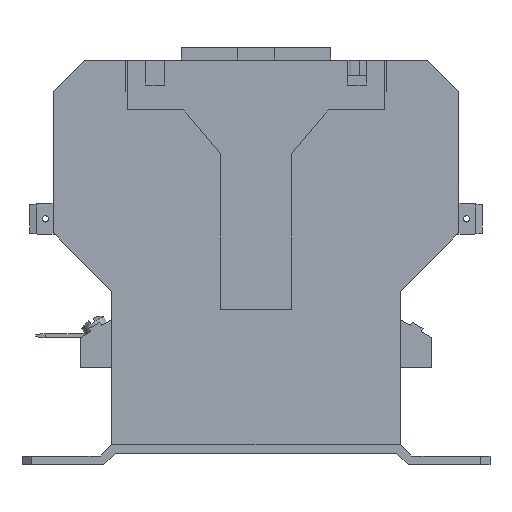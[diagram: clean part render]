
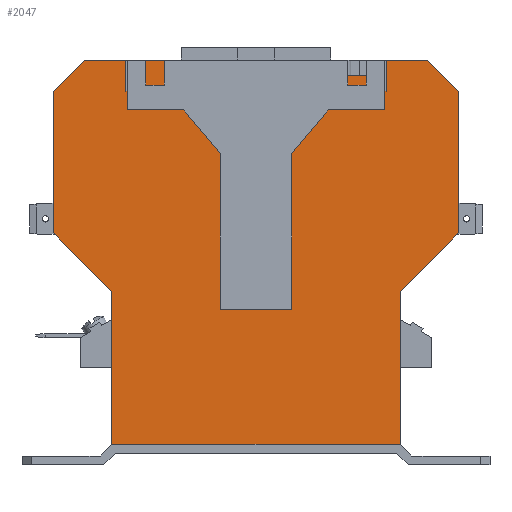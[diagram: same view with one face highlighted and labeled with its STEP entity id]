
A CAD part, left-side view. The second image highlights one B-rep face of the part: STEP entity #2047.
In plain terms, the highlighted planar face has unit normal (-1, 0, 0).
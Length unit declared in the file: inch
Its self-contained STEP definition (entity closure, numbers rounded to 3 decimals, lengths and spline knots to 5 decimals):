
#1464=CARTESIAN_POINT('',(-1.012,0.935,2.84702));
#1465=VERTEX_POINT('',#1464);
#1487=CARTESIAN_POINT('',(-1.012,1.035,2.84702));
#1488=VERTEX_POINT('',#1487);
#1495=CARTESIAN_POINT('',(-1.012,1.035,2.84702));
#1496=DIRECTION('',(0.0,-1.0,0.0));
#1497=VECTOR('',#1496,0.1);
#1498=LINE('',#1495,#1497);
#1499=EDGE_CURVE('',#1488,#1465,#1498,.T.);
#1519=CARTESIAN_POINT('',(-1.012,-0.935,2.84702));
#1520=VERTEX_POINT('',#1519);
#1527=CARTESIAN_POINT('',(-1.012,-1.035,2.84702));
#1528=VERTEX_POINT('',#1527);
#1529=CARTESIAN_POINT('',(-1.012,-0.935,2.84702));
#1530=DIRECTION('',(0.0,-1.0,0.0));
#1531=VECTOR('',#1530,0.1);
#1532=LINE('',#1529,#1531);
#1533=EDGE_CURVE('',#1520,#1528,#1532,.T.);
#1730=CARTESIAN_POINT('',(-1.012,-1.035,2.99702));
#1731=VERTEX_POINT('',#1730);
#1732=CARTESIAN_POINT('',(-1.012,-1.035,2.99702));
#1733=DIRECTION('',(0.0,0.0,-1.0));
#1734=VECTOR('',#1733,0.15);
#1735=LINE('',#1732,#1734);
#1736=EDGE_CURVE('',#1731,#1528,#1735,.T.);
#1825=CARTESIAN_POINT('',(-1.012,-1.157,0.16402));
#1826=DIRECTION('',(-1.0,0.0,0.0));
#1827=DIRECTION('',(0.0,0.0,1.0));
#1828=AXIS2_PLACEMENT_3D('',#1825,#1826,#1827);
#1829=PLANE('',#1828);
#1830=CARTESIAN_POINT('',(-1.012,1.035,2.99702));
#1831=VERTEX_POINT('',#1830);
#1832=CARTESIAN_POINT('',(-1.012,1.035,2.84702));
#1833=DIRECTION('',(0.0,0.0,1.0));
#1834=VECTOR('',#1833,0.15);
#1835=LINE('',#1832,#1834);
#1836=EDGE_CURVE('',#1488,#1831,#1835,.T.);
#1837=ORIENTED_EDGE('',*,*,#1836,.T.);
#1838=CARTESIAN_POINT('',(-1.012,1.045,2.99702));
#1839=VERTEX_POINT('',#1838);
#1840=CARTESIAN_POINT('',(-1.012,1.035,2.99702));
#1841=DIRECTION('',(0.0,1.0,0.0));
#1842=VECTOR('',#1841,0.01);
#1843=LINE('',#1840,#1842);
#1844=EDGE_CURVE('',#1831,#1839,#1843,.T.);
#1845=ORIENTED_EDGE('',*,*,#1844,.T.);
#1846=CARTESIAN_POINT('',(-1.012,1.045,3.24702));
#1847=VERTEX_POINT('',#1846);
#1848=CARTESIAN_POINT('',(-1.012,1.045,2.99702));
#1849=DIRECTION('',(0.0,0.0,1.0));
#1850=VECTOR('',#1849,0.25);
#1851=LINE('',#1848,#1850);
#1852=EDGE_CURVE('',#1839,#1847,#1851,.T.);
#1853=ORIENTED_EDGE('',*,*,#1852,.T.);
#1854=CARTESIAN_POINT('',(-1.012,1.375,3.24702));
#1855=VERTEX_POINT('',#1854);
#1856=CARTESIAN_POINT('',(-1.012,1.045,3.24702));
#1857=DIRECTION('',(0.0,1.0,0.0));
#1858=VECTOR('',#1857,0.33);
#1859=LINE('',#1856,#1858);
#1860=EDGE_CURVE('',#1847,#1855,#1859,.T.);
#1861=ORIENTED_EDGE('',*,*,#1860,.T.);
#1862=CARTESIAN_POINT('',(-1.012,1.625,2.99702));
#1863=VERTEX_POINT('',#1862);
#1864=CARTESIAN_POINT('',(-1.012,1.375,3.24702));
#1865=DIRECTION('',(0.0,0.707,-0.707));
#1866=VECTOR('',#1865,0.35355);
#1867=LINE('',#1864,#1866);
#1868=EDGE_CURVE('',#1855,#1863,#1867,.T.);
#1869=ORIENTED_EDGE('',*,*,#1868,.T.);
#1870=CARTESIAN_POINT('',(-1.012,1.625,1.86002));
#1871=VERTEX_POINT('',#1870);
#1872=CARTESIAN_POINT('',(-1.012,1.625,1.86002));
#1873=DIRECTION('',(0.0,0.0,1.0));
#1874=VECTOR('',#1873,1.137);
#1875=LINE('',#1872,#1874);
#1876=EDGE_CURVE('',#1871,#1863,#1875,.T.);
#1877=ORIENTED_EDGE('',*,*,#1876,.F.);
#1878=CARTESIAN_POINT('',(-1.012,1.157,1.39202));
#1879=VERTEX_POINT('',#1878);
#1880=CARTESIAN_POINT('',(-1.012,1.625,1.86002));
#1881=DIRECTION('',(0.0,-0.707,-0.707));
#1882=VECTOR('',#1881,0.66185);
#1883=LINE('',#1880,#1882);
#1884=EDGE_CURVE('',#1871,#1879,#1883,.T.);
#1885=ORIENTED_EDGE('',*,*,#1884,.T.);
#1886=CARTESIAN_POINT('',(-1.012,1.157,0.16402));
#1887=VERTEX_POINT('',#1886);
#1888=CARTESIAN_POINT('',(-1.012,1.157,0.16402));
#1889=DIRECTION('',(0.0,0.0,1.0));
#1890=VECTOR('',#1889,1.228);
#1891=LINE('',#1888,#1890);
#1892=EDGE_CURVE('',#1887,#1879,#1891,.T.);
#1893=ORIENTED_EDGE('',*,*,#1892,.F.);
#1894=CARTESIAN_POINT('',(-1.012,1.15695,0.16402));
#1895=VERTEX_POINT('',#1894);
#1896=CARTESIAN_POINT('',(-1.012,1.157,0.16402));
#1897=DIRECTION('',(0.0,-1.0,0.0));
#1898=VECTOR('',#1897,0.00005);
#1899=LINE('',#1896,#1898);
#1900=EDGE_CURVE('',#1887,#1895,#1899,.T.);
#1901=ORIENTED_EDGE('',*,*,#1900,.T.);
#1902=CARTESIAN_POINT('',(-1.012,-1.15695,0.16402));
#1903=VERTEX_POINT('',#1902);
#1904=CARTESIAN_POINT('',(-1.012,-1.15695,0.16402));
#1905=DIRECTION('',(0.0,1.0,0.0));
#1906=VECTOR('',#1905,2.3139);
#1907=LINE('',#1904,#1906);
#1908=EDGE_CURVE('',#1903,#1895,#1907,.T.);
#1909=ORIENTED_EDGE('',*,*,#1908,.F.);
#1910=CARTESIAN_POINT('',(-1.012,-1.157,0.16402));
#1911=VERTEX_POINT('',#1910);
#1912=CARTESIAN_POINT('',(-1.012,-1.15695,0.16402));
#1913=DIRECTION('',(0.0,-1.0,0.0));
#1914=VECTOR('',#1913,0.00005);
#1915=LINE('',#1912,#1914);
#1916=EDGE_CURVE('',#1903,#1911,#1915,.T.);
#1917=ORIENTED_EDGE('',*,*,#1916,.T.);
#1918=CARTESIAN_POINT('',(-1.012,-1.157,1.39202));
#1919=VERTEX_POINT('',#1918);
#1920=CARTESIAN_POINT('',(-1.012,-1.157,0.16402));
#1921=DIRECTION('',(0.0,0.0,1.0));
#1922=VECTOR('',#1921,1.228);
#1923=LINE('',#1920,#1922);
#1924=EDGE_CURVE('',#1911,#1919,#1923,.T.);
#1925=ORIENTED_EDGE('',*,*,#1924,.T.);
#1926=CARTESIAN_POINT('',(-1.012,-1.625,1.86002));
#1927=VERTEX_POINT('',#1926);
#1928=CARTESIAN_POINT('',(-1.012,-1.157,1.39202));
#1929=DIRECTION('',(0.0,-0.707,0.707));
#1930=VECTOR('',#1929,0.66185);
#1931=LINE('',#1928,#1930);
#1932=EDGE_CURVE('',#1919,#1927,#1931,.T.);
#1933=ORIENTED_EDGE('',*,*,#1932,.T.);
#1934=CARTESIAN_POINT('',(-1.012,-1.625,2.99702));
#1935=VERTEX_POINT('',#1934);
#1936=CARTESIAN_POINT('',(-1.012,-1.625,1.86002));
#1937=DIRECTION('',(0.0,0.0,1.0));
#1938=VECTOR('',#1937,1.137);
#1939=LINE('',#1936,#1938);
#1940=EDGE_CURVE('',#1927,#1935,#1939,.T.);
#1941=ORIENTED_EDGE('',*,*,#1940,.T.);
#1942=CARTESIAN_POINT('',(-1.012,-1.375,3.24702));
#1943=VERTEX_POINT('',#1942);
#1944=CARTESIAN_POINT('',(-1.012,-1.625,2.99702));
#1945=DIRECTION('',(0.0,0.707,0.707));
#1946=VECTOR('',#1945,0.35355);
#1947=LINE('',#1944,#1946);
#1948=EDGE_CURVE('',#1935,#1943,#1947,.T.);
#1949=ORIENTED_EDGE('',*,*,#1948,.T.);
#1950=CARTESIAN_POINT('',(-1.012,-1.045,3.24702));
#1951=VERTEX_POINT('',#1950);
#1952=CARTESIAN_POINT('',(-1.012,-1.375,3.24702));
#1953=DIRECTION('',(0.0,1.0,0.0));
#1954=VECTOR('',#1953,0.33);
#1955=LINE('',#1952,#1954);
#1956=EDGE_CURVE('',#1943,#1951,#1955,.T.);
#1957=ORIENTED_EDGE('',*,*,#1956,.T.);
#1958=CARTESIAN_POINT('',(-1.012,-1.045,2.99702));
#1959=VERTEX_POINT('',#1958);
#1960=CARTESIAN_POINT('',(-1.012,-1.045,3.24702));
#1961=DIRECTION('',(0.0,0.0,-1.0));
#1962=VECTOR('',#1961,0.25);
#1963=LINE('',#1960,#1962);
#1964=EDGE_CURVE('',#1951,#1959,#1963,.T.);
#1965=ORIENTED_EDGE('',*,*,#1964,.T.);
#1966=CARTESIAN_POINT('',(-1.012,-1.045,2.99702));
#1967=DIRECTION('',(0.0,1.0,0.0));
#1968=VECTOR('',#1967,0.01);
#1969=LINE('',#1966,#1968);
#1970=EDGE_CURVE('',#1959,#1731,#1969,.T.);
#1971=ORIENTED_EDGE('',*,*,#1970,.T.);
#1972=ORIENTED_EDGE('',*,*,#1736,.T.);
#1973=ORIENTED_EDGE('',*,*,#1533,.F.);
#1974=CARTESIAN_POINT('',(-1.012,-0.935,2.99702));
#1975=VERTEX_POINT('',#1974);
#1976=CARTESIAN_POINT('',(-1.012,-0.935,2.84702));
#1977=DIRECTION('',(0.0,0.0,1.0));
#1978=VECTOR('',#1977,0.15);
#1979=LINE('',#1976,#1978);
#1980=EDGE_CURVE('',#1520,#1975,#1979,.T.);
#1981=ORIENTED_EDGE('',*,*,#1980,.T.);
#1982=CARTESIAN_POINT('',(-1.012,-0.925,2.99702));
#1983=VERTEX_POINT('',#1982);
#1984=CARTESIAN_POINT('',(-1.012,-0.935,2.99702));
#1985=DIRECTION('',(0.0,1.0,0.0));
#1986=VECTOR('',#1985,0.01);
#1987=LINE('',#1984,#1986);
#1988=EDGE_CURVE('',#1975,#1983,#1987,.T.);
#1989=ORIENTED_EDGE('',*,*,#1988,.T.);
#1990=CARTESIAN_POINT('',(-1.012,-0.925,3.12702));
#1991=VERTEX_POINT('',#1990);
#1992=CARTESIAN_POINT('',(-1.012,-0.925,2.99702));
#1993=DIRECTION('',(0.0,0.0,1.0));
#1994=VECTOR('',#1993,0.13);
#1995=LINE('',#1992,#1994);
#1996=EDGE_CURVE('',#1983,#1991,#1995,.T.);
#1997=ORIENTED_EDGE('',*,*,#1996,.T.);
#1998=CARTESIAN_POINT('',(-1.012,-0.56,3.12702));
#1999=VERTEX_POINT('',#1998);
#2000=CARTESIAN_POINT('',(-1.012,-0.925,3.12702));
#2001=DIRECTION('',(0.0,1.0,0.0));
#2002=VECTOR('',#2001,0.365);
#2003=LINE('',#2000,#2002);
#2004=EDGE_CURVE('',#1991,#1999,#2003,.T.);
#2005=ORIENTED_EDGE('',*,*,#2004,.T.);
#2006=CARTESIAN_POINT('',(-1.012,-0.56,3.24702));
#2007=VERTEX_POINT('',#2006);
#2008=CARTESIAN_POINT('',(-1.012,-0.56,3.12702));
#2009=DIRECTION('',(0.0,0.0,1.0));
#2010=VECTOR('',#2009,0.12);
#2011=LINE('',#2008,#2010);
#2012=EDGE_CURVE('',#1999,#2007,#2011,.T.);
#2013=ORIENTED_EDGE('',*,*,#2012,.T.);
#2014=CARTESIAN_POINT('',(-1.012,0.925,3.24702));
#2015=VERTEX_POINT('',#2014);
#2016=CARTESIAN_POINT('',(-1.012,-0.56,3.24702));
#2017=DIRECTION('',(0.0,1.0,0.0));
#2018=VECTOR('',#2017,1.485);
#2019=LINE('',#2016,#2018);
#2020=EDGE_CURVE('',#2007,#2015,#2019,.T.);
#2021=ORIENTED_EDGE('',*,*,#2020,.T.);
#2022=CARTESIAN_POINT('',(-1.012,0.925,2.99702));
#2023=VERTEX_POINT('',#2022);
#2024=CARTESIAN_POINT('',(-1.012,0.925,3.24702));
#2025=DIRECTION('',(0.0,0.0,-1.0));
#2026=VECTOR('',#2025,0.25);
#2027=LINE('',#2024,#2026);
#2028=EDGE_CURVE('',#2015,#2023,#2027,.T.);
#2029=ORIENTED_EDGE('',*,*,#2028,.T.);
#2030=CARTESIAN_POINT('',(-1.012,0.935,2.99702));
#2031=VERTEX_POINT('',#2030);
#2032=CARTESIAN_POINT('',(-1.012,0.925,2.99702));
#2033=DIRECTION('',(0.0,1.0,0.0));
#2034=VECTOR('',#2033,0.01);
#2035=LINE('',#2032,#2034);
#2036=EDGE_CURVE('',#2023,#2031,#2035,.T.);
#2037=ORIENTED_EDGE('',*,*,#2036,.T.);
#2038=CARTESIAN_POINT('',(-1.012,0.935,2.99702));
#2039=DIRECTION('',(0.0,0.0,-1.0));
#2040=VECTOR('',#2039,0.15);
#2041=LINE('',#2038,#2040);
#2042=EDGE_CURVE('',#2031,#1465,#2041,.T.);
#2043=ORIENTED_EDGE('',*,*,#2042,.T.);
#2044=ORIENTED_EDGE('',*,*,#1499,.F.);
#2045=EDGE_LOOP('',(#1837,#1845,#1853,#1861,#1869,#1877,#1885,#1893,#1901,#1909,#1917,#1925,#1933,#1941,#1949,#1957,#1965,#1971,#1972,#1973,#1981,#1989,#1997,#2005,#2013,#2021,#2029,#2037,#2043,#2044));
#2046=FACE_OUTER_BOUND('',#2045,.T.);
#2047=ADVANCED_FACE('',(#2046),#1829,.T.);
